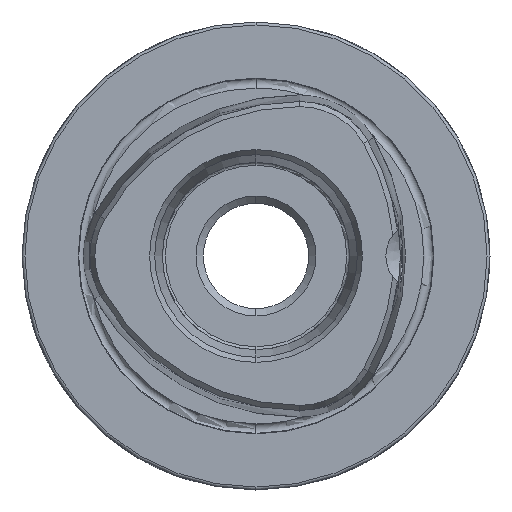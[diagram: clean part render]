
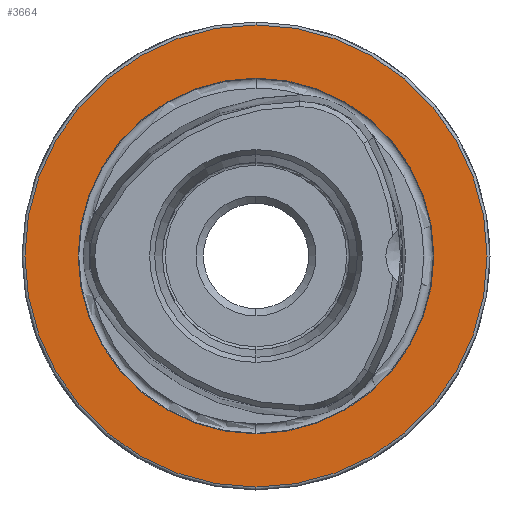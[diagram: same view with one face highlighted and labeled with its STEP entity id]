
A CAD part, left-side view. The second image highlights one B-rep face of the part: STEP entity #3664.
In plain terms, the highlighted planar face has unit normal (-1, 0, 0).
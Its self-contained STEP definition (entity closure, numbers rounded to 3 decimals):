
#472 = CIRCLE ( 'NONE', #6410, 39.5 ) ;
#618 = ORIENTED_EDGE ( 'NONE', *, *, #1513, .T. ) ;
#667 = CIRCLE ( 'NONE', #6593, 30.4 ) ;
#884 = EDGE_LOOP ( 'NONE', ( #618, #4444 ) ) ;
#955 = DIRECTION ( 'NONE',  ( 0., 0., -1. ) ) ;
#979 = DIRECTION ( 'NONE',  ( 1., 0., 0. ) ) ;
#1007 = PLANE ( 'NONE',  #6578 ) ;
#1090 = ORIENTED_EDGE ( 'NONE', *, *, #1293, .F. ) ;
#1279 = CARTESIAN_POINT ( 'NONE',  ( 0., 30.4, 0. ) ) ;
#1293 = EDGE_CURVE ( 'NONE', #1888, #4877, #667, .T. ) ;
#1351 = EDGE_CURVE ( 'NONE', #6053, #3754, #472, .T. ) ;
#1513 = EDGE_CURVE ( 'NONE', #3754, #6053, #5574, .T. ) ;
#1530 = CARTESIAN_POINT ( 'NONE',  ( 0., 0., -30.4 ) ) ;
#1544 = EDGE_CURVE ( 'NONE', #4877, #1888, #6769, .T. ) ;
#1888 = VERTEX_POINT ( 'NONE', #1530 ) ;
#2592 = CARTESIAN_POINT ( 'NONE',  ( 0., 0., 0. ) ) ;
#2943 = DIRECTION ( 'NONE',  ( -1., 0., 0. ) ) ;
#2984 = DIRECTION ( 'NONE',  ( 0., 0., 1. ) ) ;
#3001 = FACE_OUTER_BOUND ( 'NONE', #884, .T. ) ;
#3052 = DIRECTION ( 'NONE',  ( 0., 0., 1. ) ) ;
#3062 = DIRECTION ( 'NONE',  ( -1., 0., 0. ) ) ;
#3074 = CARTESIAN_POINT ( 'NONE',  ( 0., 0., 0. ) ) ;
#3167 = FACE_BOUND ( 'NONE', #4342, .T. ) ;
#3603 = ORIENTED_EDGE ( 'NONE', *, *, #1544, .F. ) ;
#3611 = CARTESIAN_POINT ( 'NONE',  ( 0., 0., -39.5 ) ) ;
#3664 = ADVANCED_FACE ( 'NONE', ( #3167, #3001 ), #1007, .F. ) ;
#3709 = DIRECTION ( 'NONE',  ( -1., 0., 0. ) ) ;
#3737 = CARTESIAN_POINT ( 'NONE',  ( 0., 0., 0. ) ) ;
#3754 = VERTEX_POINT ( 'NONE', #6122 ) ;
#3759 = DIRECTION ( 'NONE',  ( 0., 0., 1. ) ) ;
#4342 = EDGE_LOOP ( 'NONE', ( #3603, #1090 ) ) ;
#4444 = ORIENTED_EDGE ( 'NONE', *, *, #1351, .T. ) ;
#4489 = DIRECTION ( 'NONE',  ( -1., 0., 0. ) ) ;
#4872 = CARTESIAN_POINT ( 'NONE',  ( 0., 0., 0. ) ) ;
#4877 = VERTEX_POINT ( 'NONE', #5843 ) ;
#4935 = DIRECTION ( 'NONE',  ( 0., 0., 1. ) ) ;
#5230 = AXIS2_PLACEMENT_3D ( 'NONE', #3074, #3062, #3052 ) ;
#5574 = CIRCLE ( 'NONE', #6083, 39.5 ) ;
#5843 = CARTESIAN_POINT ( 'NONE',  ( 0., 0., 30.4 ) ) ;
#6053 = VERTEX_POINT ( 'NONE', #3611 ) ;
#6083 = AXIS2_PLACEMENT_3D ( 'NONE', #3737, #3709, #3759 ) ;
#6122 = CARTESIAN_POINT ( 'NONE',  ( 0., 0., 39.5 ) ) ;
#6410 = AXIS2_PLACEMENT_3D ( 'NONE', #4872, #4489, #4935 ) ;
#6578 = AXIS2_PLACEMENT_3D ( 'NONE', #1279, #979, #955 ) ;
#6593 = AXIS2_PLACEMENT_3D ( 'NONE', #2592, #2943, #2984 ) ;
#6769 = CIRCLE ( 'NONE', #5230, 30.4 ) ;
